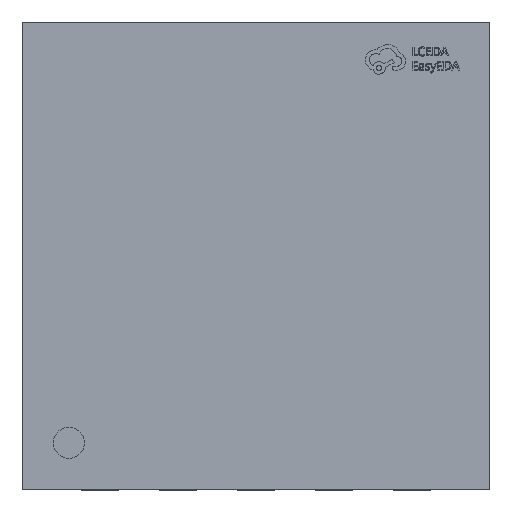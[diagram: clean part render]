
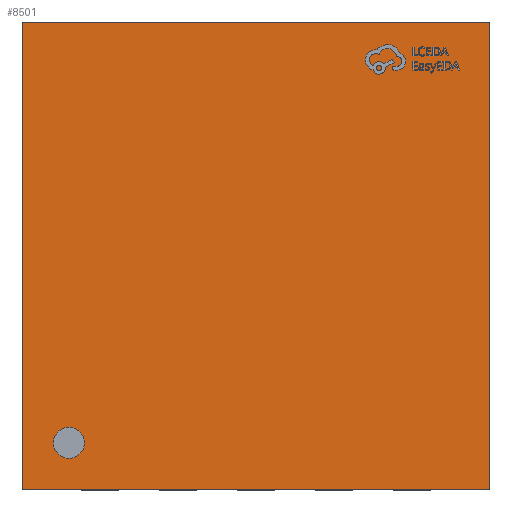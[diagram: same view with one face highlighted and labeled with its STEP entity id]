
A CAD part, top view. The second image highlights one B-rep face of the part: STEP entity #8501.
In plain terms, the highlighted planar face has unit normal (0, 0, 1).
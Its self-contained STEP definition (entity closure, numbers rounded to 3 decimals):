
#498 = LINE ( 'NONE', #2076, #15280 ) ;
#863 = CARTESIAN_POINT ( 'NONE',  ( -1.2, -1.2, 0.58 ) ) ;
#973 = VECTOR ( 'NONE', #2220, 1000. ) ;
#1208 = EDGE_LOOP ( 'NONE', ( #6611, #11323, #2119, #12152 ) ) ;
#1296 = CARTESIAN_POINT ( 'NONE',  ( -1.1, -1.2, 0.58 ) ) ;
#1326 = CARTESIAN_POINT ( 'NONE',  ( 1.5, 1.5, 0.58 ) ) ;
#1424 = EDGE_CURVE ( 'NONE', #2552, #10898, #14204, .T. ) ;
#1452 = EDGE_CURVE ( 'NONE', #11035, #10551, #11341, .T. ) ;
#2076 = CARTESIAN_POINT ( 'NONE',  ( -1.5, 1.5, 0.58 ) ) ;
#2119 = ORIENTED_EDGE ( 'NONE', *, *, #6455, .T. ) ;
#2220 = DIRECTION ( 'NONE',  ( 1., 0., 0. ) ) ;
#2550 = CARTESIAN_POINT ( 'NONE',  ( -1.3, -1.2, 0.58 ) ) ;
#2552 = VERTEX_POINT ( 'NONE', #2550 ) ;
#3987 = CARTESIAN_POINT ( 'NONE',  ( -1.5, 1.5, 0.58 ) ) ;
#5286 = CARTESIAN_POINT ( 'NONE',  ( -1.2, -1.2, 0.58 ) ) ;
#5750 = CARTESIAN_POINT ( 'NONE',  ( -1.5, -1.5, 0.58 ) ) ;
#6134 = VECTOR ( 'NONE', #17956, 1000. ) ;
#6455 = EDGE_CURVE ( 'NONE', #15361, #11035, #14907, .T. ) ;
#6611 = ORIENTED_EDGE ( 'NONE', *, *, #9769, .T. ) ;
#7078 = DIRECTION ( 'NONE',  ( 0., 0., 1. ) ) ;
#7156 = CARTESIAN_POINT ( 'NONE',  ( 1.5, -1.5, 0.58 ) ) ;
#8256 = DIRECTION ( 'NONE',  ( 1., 0., 0. ) ) ;
#8292 = LINE ( 'NONE', #12839, #18978 ) ;
#8501 = ADVANCED_FACE ( 'NONE', ( #9788, #18951 ), #12786, .F. ) ;
#8543 = DIRECTION ( 'NONE',  ( 1., 0., 0. ) ) ;
#9671 = AXIS2_PLACEMENT_3D ( 'NONE', #863, #7078, #8543 ) ;
#9769 = EDGE_CURVE ( 'NONE', #10551, #11502, #8292, .T. ) ;
#9788 = FACE_BOUND ( 'NONE', #16829, .T. ) ;
#10551 = VERTEX_POINT ( 'NONE', #7156 ) ;
#10898 = VERTEX_POINT ( 'NONE', #1296 ) ;
#11035 = VERTEX_POINT ( 'NONE', #12744 ) ;
#11323 = ORIENTED_EDGE ( 'NONE', *, *, #13736, .T. ) ;
#11341 = LINE ( 'NONE', #18874, #973 ) ;
#11502 = VERTEX_POINT ( 'NONE', #1326 ) ;
#11591 = CIRCLE ( 'NONE', #9671, 0.1 ) ;
#11767 = AXIS2_PLACEMENT_3D ( 'NONE', #14425, #12872, #14337 ) ;
#12152 = ORIENTED_EDGE ( 'NONE', *, *, #1452, .T. ) ;
#12635 = DIRECTION ( 'NONE',  ( -1., 0., 0. ) ) ;
#12744 = CARTESIAN_POINT ( 'NONE',  ( -1.5, -1.5, 0.58 ) ) ;
#12786 = PLANE ( 'NONE',  #11767 ) ;
#12839 = CARTESIAN_POINT ( 'NONE',  ( 1.5, -1.5, 0.58 ) ) ;
#12872 = DIRECTION ( 'NONE',  ( 0., 0., -1. ) ) ;
#12885 = DIRECTION ( 'NONE',  ( 0., 0., 1. ) ) ;
#13736 = EDGE_CURVE ( 'NONE', #11502, #15361, #498, .T. ) ;
#14204 = CIRCLE ( 'NONE', #18606, 0.1 ) ;
#14291 = DIRECTION ( 'NONE',  ( 0., 1., 0. ) ) ;
#14337 = DIRECTION ( 'NONE',  ( -1., 0., 0. ) ) ;
#14425 = CARTESIAN_POINT ( 'NONE',  ( 0., 0., 0.58 ) ) ;
#14804 = ORIENTED_EDGE ( 'NONE', *, *, #1424, .F. ) ;
#14907 = LINE ( 'NONE', #5750, #6134 ) ;
#15127 = EDGE_CURVE ( 'NONE', #10898, #2552, #11591, .T. ) ;
#15280 = VECTOR ( 'NONE', #12635, 1000. ) ;
#15361 = VERTEX_POINT ( 'NONE', #3987 ) ;
#16829 = EDGE_LOOP ( 'NONE', ( #19367, #14804 ) ) ;
#17956 = DIRECTION ( 'NONE',  ( 0., -1., 0. ) ) ;
#18606 = AXIS2_PLACEMENT_3D ( 'NONE', #5286, #12885, #8256 ) ;
#18874 = CARTESIAN_POINT ( 'NONE',  ( -1.5, -1.5, 0.58 ) ) ;
#18951 = FACE_OUTER_BOUND ( 'NONE', #1208, .T. ) ;
#18978 = VECTOR ( 'NONE', #14291, 1000. ) ;
#19367 = ORIENTED_EDGE ( 'NONE', *, *, #15127, .F. ) ;
